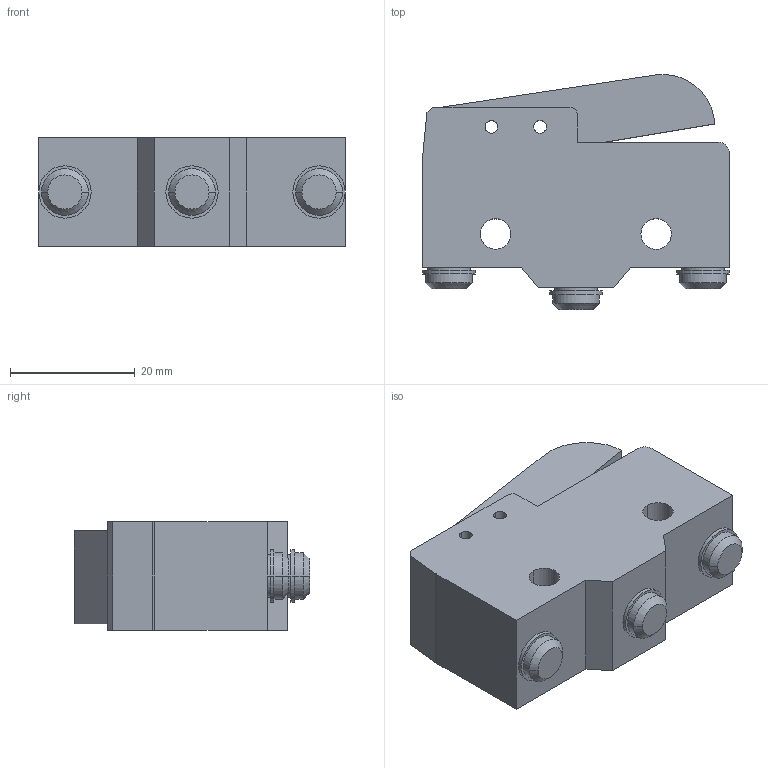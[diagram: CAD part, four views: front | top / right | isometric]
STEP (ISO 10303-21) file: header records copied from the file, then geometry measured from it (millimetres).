
FILE_DESCRIPTION((''),'2;1');
FILE_NAME('3d_KSA9F.stp','2012-10-03T07:28:54',(''),(''),'Mechanical Desktop 2011','Mechanical Desktop 2011',', , ');
FILE_SCHEMA(('CONFIG_CONTROL_DESIGN'));
Length unit declared in the file: millimetre
Products named in the file (1): Product
Bounding box: 49.2 x 37.74 x 17.5 mm (x, y, z)
Volume: 23465.7 mm3; surface area: 8090.6 mm2
Topology: 5 solids, 5 shells, 76 faces, 176 edges, 116 vertices
Faces by surface type: cylinder 30, plane 30, bspline 12, cone 4
Entity records: 2397 total; most frequent: CARTESIAN_POINT 517, DIRECTION 388, ORIENTED_EDGE 352, EDGE_CURVE 176, AXIS2_PLACEMENT_3D 147, VERTEX_POINT 116, VECTOR 94, LINE 94
